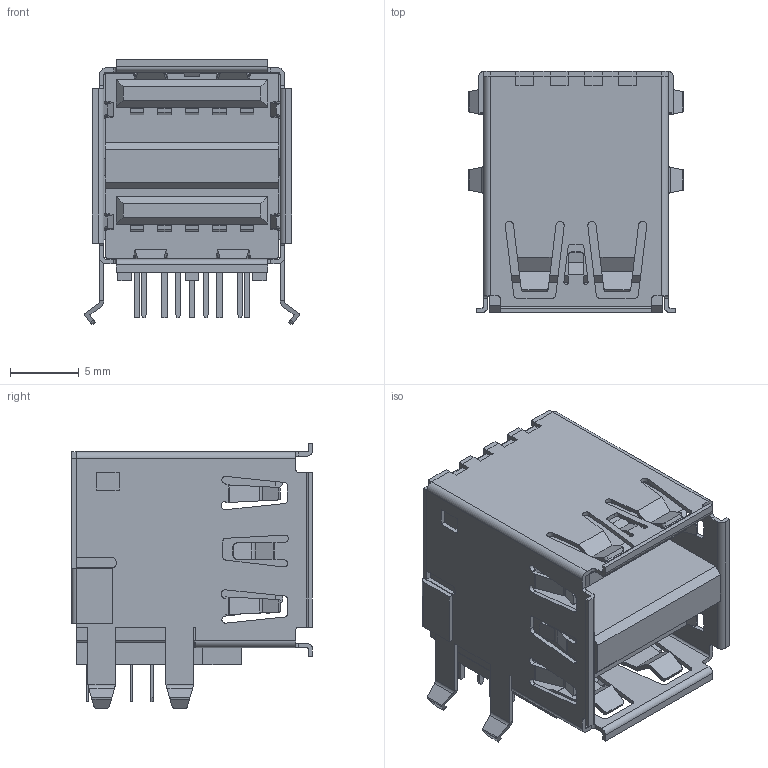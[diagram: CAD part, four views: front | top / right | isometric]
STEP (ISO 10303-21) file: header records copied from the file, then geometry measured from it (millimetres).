
FILE_DESCRIPTION (( 'STEP AP214' ), '1' );
FILE_NAME ('USB-A-TH_XUNPU_USB-303WSD-BRY.STEP', '2021-11-02T02:18:41', ( 'PC' ), ( 'Microsoft' ), 'SwSTEP 2.0', 'SolidWorks 2018', '' );
FILE_SCHEMA (( 'AUTOMOTIVE_DESIGN' ));
Length unit declared in the file: millimetre
Products named in the file (2): USB-A-TH_XUNPU_USB-303WSD-BRY
Bounding box: 15.6 x 17.5 x 19.32 mm (x, y, z)
Volume: 2584.4 mm3; surface area: 3528.3 mm2
Topology: 2 solids, 2 shells, 788 faces, 2250 edges, 1482 vertices
Faces by surface type: plane 603, cylinder 171, bspline 14
Entity records: 34832 total; most frequent: CARTESIAN_POINT 5620, ORIENTED_EDGE 4500, DIRECTION 3924, EDGE_CURVE 2250, LINE 1872, VECTOR 1872, VERTEX_POINT 1482, AXIS2_PLACEMENT_3D 1026
